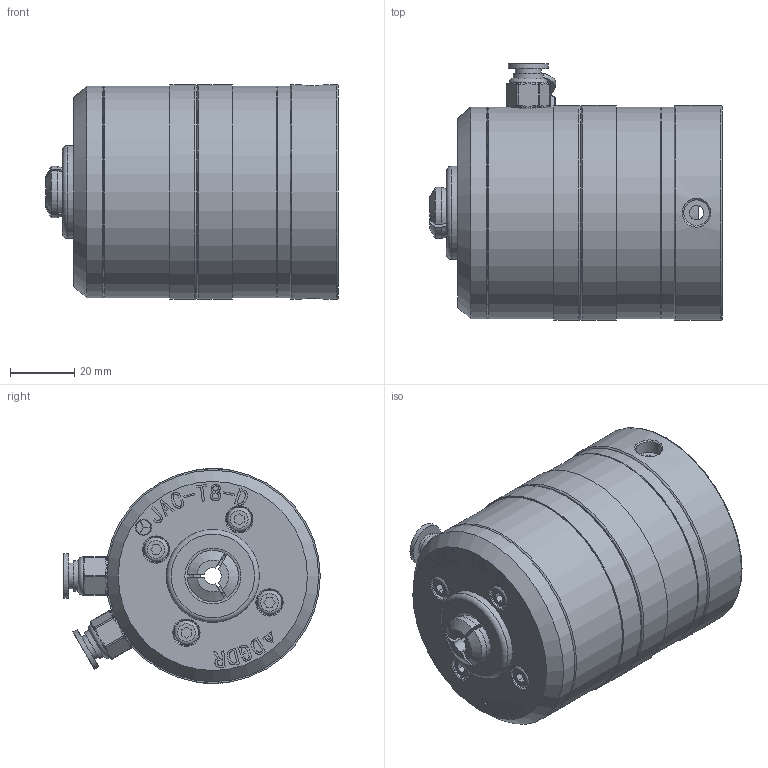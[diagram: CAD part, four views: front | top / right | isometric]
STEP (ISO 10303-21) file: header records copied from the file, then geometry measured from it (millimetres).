
FILE_DESCRIPTION (( 'STEP AP214' ), '1' );
FILE_NAME ('JAC-T8-D+T8.STEP', '2024-05-24T08:51:20', ( '' ), ( '' ), 'SwSTEP 2.0', 'SolidWorks 2023', '' );
FILE_SCHEMA (( 'AUTOMOTIVE_DESIGN' ));
Length unit declared in the file: millimetre
Products named in the file (3): T8; JAC-T8-D+T8; JAC-T8-D
Assembly tree (2 placements, depth 2):
  JAC-T8-D+T8
    JAC-T8-D
    T8
Bounding box: 91.2 x 80 x 67 mm (x, y, z)
Volume: 270418 mm3; surface area: 42015.5 mm2
Topology: 16 solids, 19 shells, 652 faces, 1603 edges, 954 vertices
Faces by surface type: plane 269, cylinder 152, bspline 139, cone 48, sphere 24, torus 20
Full cylindrical faces by diameter (mm): 4.2 x6, 4.5 x6, 5 x1, 6 x2, 7.5 x4, 8 x9, 8.5 x3, 9.5 x2, 10.7 x1, 12.4 x1, 27 x1, 28 x1, 29 x1, 40 x1, 64.993 x1, 65.6 x1, 66 x5, 67 x3
Entity records: 48619 total; most frequent: CARTESIAN_POINT 29989, ORIENTED_EDGE 2776, DIRECTION 2419, EDGE_CURVE 1388, VERTEX_POINT 921, AXIS2_PLACEMENT_3D 872, EDGE_LOOP 825, FACE_OUTER_BOUND 729
